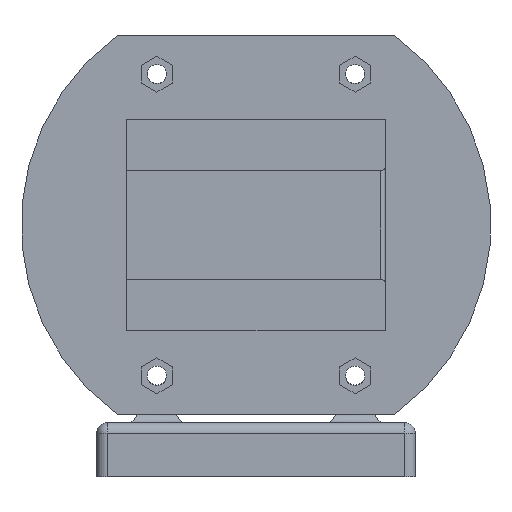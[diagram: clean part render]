
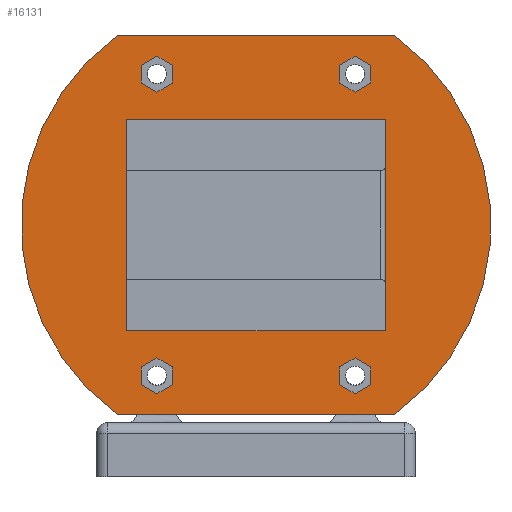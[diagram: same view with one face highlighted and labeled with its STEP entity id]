
A CAD part, front view. The second image highlights one B-rep face of the part: STEP entity #16131.
In plain terms, the highlighted face is planar.
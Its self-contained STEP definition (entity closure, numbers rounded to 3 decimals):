
#867=FACE_BOUND('',#3310,.T.);
#868=FACE_BOUND('',#3311,.T.);
#869=FACE_BOUND('',#3312,.T.);
#870=FACE_BOUND('',#3313,.T.);
#871=FACE_BOUND('',#3314,.T.);
#1312=CIRCLE('',#17463,54.5);
#1313=CIRCLE('',#17464,54.5);
#2204=FACE_OUTER_BOUND('',#3309,.T.);
#3309=EDGE_LOOP('',(#14463,#14464,#14465,#14466));
#3310=EDGE_LOOP('',(#14467,#14468,#14469,#14470,#14471,#14472));
#3311=EDGE_LOOP('',(#14473,#14474,#14475,#14476,#14477,#14478));
#3312=EDGE_LOOP('',(#14479,#14480,#14481,#14482,#14483,#14484));
#3313=EDGE_LOOP('',(#14485,#14486,#14487,#14488,#14489,#14490));
#3314=EDGE_LOOP('',(#14491,#14492,#14493,#14494));
#4795=LINE('',#27969,#6372);
#4799=LINE('',#27977,#6376);
#4802=LINE('',#27983,#6379);
#4805=LINE('',#27989,#6382);
#4808=LINE('',#27995,#6385);
#4811=LINE('',#28000,#6388);
#4813=LINE('',#28008,#6390);
#4817=LINE('',#28016,#6394);
#4820=LINE('',#28022,#6397);
#4823=LINE('',#28028,#6400);
#4826=LINE('',#28034,#6403);
#4829=LINE('',#28039,#6406);
#4831=LINE('',#28047,#6408);
#4835=LINE('',#28055,#6412);
#4838=LINE('',#28061,#6415);
#4841=LINE('',#28067,#6418);
#4844=LINE('',#28073,#6421);
#4847=LINE('',#28078,#6424);
#4849=LINE('',#28086,#6426);
#4853=LINE('',#28094,#6430);
#4856=LINE('',#28100,#6433);
#4859=LINE('',#28106,#6436);
#4862=LINE('',#28112,#6439);
#4865=LINE('',#28117,#6442);
#4893=LINE('',#28204,#6470);
#4903=LINE('',#28227,#6480);
#4906=LINE('',#28231,#6483);
#4907=LINE('',#28235,#6484);
#4954=LINE('',#28493,#6531);
#4955=LINE('',#28497,#6532);
#6372=VECTOR('',#21230,10.);
#6376=VECTOR('',#21236,10.);
#6379=VECTOR('',#21241,10.);
#6382=VECTOR('',#21246,10.);
#6385=VECTOR('',#21251,10.);
#6388=VECTOR('',#21256,10.);
#6390=VECTOR('',#21264,10.);
#6394=VECTOR('',#21270,10.);
#6397=VECTOR('',#21275,10.);
#6400=VECTOR('',#21280,10.);
#6403=VECTOR('',#21285,10.);
#6406=VECTOR('',#21290,10.);
#6408=VECTOR('',#21298,10.);
#6412=VECTOR('',#21304,10.);
#6415=VECTOR('',#21309,10.);
#6418=VECTOR('',#21314,10.);
#6421=VECTOR('',#21319,10.);
#6424=VECTOR('',#21324,10.);
#6426=VECTOR('',#21332,10.);
#6430=VECTOR('',#21338,10.);
#6433=VECTOR('',#21343,10.);
#6436=VECTOR('',#21348,10.);
#6439=VECTOR('',#21353,10.);
#6442=VECTOR('',#21358,10.);
#6470=VECTOR('',#21426,10.);
#6480=VECTOR('',#21442,10.);
#6483=VECTOR('',#21447,10.);
#6484=VECTOR('',#21452,10.);
#6531=VECTOR('',#21651,64.32);
#6532=VECTOR('',#21654,64.32);
#7854=VERTEX_POINT('',#27967);
#7855=VERTEX_POINT('',#27968);
#7858=VERTEX_POINT('',#27976);
#7860=VERTEX_POINT('',#27982);
#7862=VERTEX_POINT('',#27988);
#7864=VERTEX_POINT('',#27994);
#7867=VERTEX_POINT('',#28006);
#7868=VERTEX_POINT('',#28007);
#7871=VERTEX_POINT('',#28015);
#7873=VERTEX_POINT('',#28021);
#7875=VERTEX_POINT('',#28027);
#7877=VERTEX_POINT('',#28033);
#7880=VERTEX_POINT('',#28045);
#7881=VERTEX_POINT('',#28046);
#7884=VERTEX_POINT('',#28054);
#7886=VERTEX_POINT('',#28060);
#7888=VERTEX_POINT('',#28066);
#7890=VERTEX_POINT('',#28072);
#7893=VERTEX_POINT('',#28084);
#7894=VERTEX_POINT('',#28085);
#7897=VERTEX_POINT('',#28093);
#7899=VERTEX_POINT('',#28099);
#7901=VERTEX_POINT('',#28105);
#7903=VERTEX_POINT('',#28111);
#7942=VERTEX_POINT('',#28201);
#7943=VERTEX_POINT('',#28203);
#7952=VERTEX_POINT('',#28224);
#7953=VERTEX_POINT('',#28226);
#7996=VERTEX_POINT('',#28491);
#7997=VERTEX_POINT('',#28492);
#7998=VERTEX_POINT('',#28494);
#7999=VERTEX_POINT('',#28496);
#9974=EDGE_CURVE('',#7854,#7855,#4795,.T.);
#9978=EDGE_CURVE('',#7858,#7854,#4799,.T.);
#9981=EDGE_CURVE('',#7860,#7858,#4802,.T.);
#9984=EDGE_CURVE('',#7862,#7860,#4805,.T.);
#9987=EDGE_CURVE('',#7864,#7862,#4808,.T.);
#9990=EDGE_CURVE('',#7855,#7864,#4811,.T.);
#9993=EDGE_CURVE('',#7867,#7868,#4813,.T.);
#9997=EDGE_CURVE('',#7871,#7867,#4817,.T.);
#10000=EDGE_CURVE('',#7873,#7871,#4820,.T.);
#10003=EDGE_CURVE('',#7875,#7873,#4823,.T.);
#10006=EDGE_CURVE('',#7877,#7875,#4826,.T.);
#10009=EDGE_CURVE('',#7868,#7877,#4829,.T.);
#10012=EDGE_CURVE('',#7880,#7881,#4831,.T.);
#10016=EDGE_CURVE('',#7884,#7880,#4835,.T.);
#10019=EDGE_CURVE('',#7886,#7884,#4838,.T.);
#10022=EDGE_CURVE('',#7888,#7886,#4841,.T.);
#10025=EDGE_CURVE('',#7890,#7888,#4844,.T.);
#10028=EDGE_CURVE('',#7881,#7890,#4847,.T.);
#10031=EDGE_CURVE('',#7893,#7894,#4849,.T.);
#10035=EDGE_CURVE('',#7897,#7893,#4853,.T.);
#10038=EDGE_CURVE('',#7899,#7897,#4856,.T.);
#10041=EDGE_CURVE('',#7901,#7899,#4859,.T.);
#10044=EDGE_CURVE('',#7903,#7901,#4862,.T.);
#10047=EDGE_CURVE('',#7894,#7903,#4865,.T.);
#10088=EDGE_CURVE('',#7943,#7942,#4893,.T.);
#10100=EDGE_CURVE('',#7953,#7952,#4903,.T.);
#10103=EDGE_CURVE('',#7952,#7943,#4906,.T.);
#10105=EDGE_CURVE('',#7942,#7953,#4907,.T.);
#10189=EDGE_CURVE('',#7996,#7997,#4954,.T.);
#10190=EDGE_CURVE('',#7997,#7998,#1312,.T.);
#10191=EDGE_CURVE('',#7998,#7999,#4955,.T.);
#10192=EDGE_CURVE('',#7999,#7996,#1313,.T.);
#14463=ORIENTED_EDGE('',*,*,#10189,.T.);
#14464=ORIENTED_EDGE('',*,*,#10190,.T.);
#14465=ORIENTED_EDGE('',*,*,#10191,.T.);
#14466=ORIENTED_EDGE('',*,*,#10192,.T.);
#14467=ORIENTED_EDGE('',*,*,#9974,.T.);
#14468=ORIENTED_EDGE('',*,*,#9990,.T.);
#14469=ORIENTED_EDGE('',*,*,#9987,.T.);
#14470=ORIENTED_EDGE('',*,*,#9984,.T.);
#14471=ORIENTED_EDGE('',*,*,#9981,.T.);
#14472=ORIENTED_EDGE('',*,*,#9978,.T.);
#14473=ORIENTED_EDGE('',*,*,#9993,.T.);
#14474=ORIENTED_EDGE('',*,*,#10009,.T.);
#14475=ORIENTED_EDGE('',*,*,#10006,.T.);
#14476=ORIENTED_EDGE('',*,*,#10003,.T.);
#14477=ORIENTED_EDGE('',*,*,#10000,.T.);
#14478=ORIENTED_EDGE('',*,*,#9997,.T.);
#14479=ORIENTED_EDGE('',*,*,#10012,.T.);
#14480=ORIENTED_EDGE('',*,*,#10028,.T.);
#14481=ORIENTED_EDGE('',*,*,#10025,.T.);
#14482=ORIENTED_EDGE('',*,*,#10022,.T.);
#14483=ORIENTED_EDGE('',*,*,#10019,.T.);
#14484=ORIENTED_EDGE('',*,*,#10016,.T.);
#14485=ORIENTED_EDGE('',*,*,#10031,.T.);
#14486=ORIENTED_EDGE('',*,*,#10047,.T.);
#14487=ORIENTED_EDGE('',*,*,#10044,.T.);
#14488=ORIENTED_EDGE('',*,*,#10041,.T.);
#14489=ORIENTED_EDGE('',*,*,#10038,.T.);
#14490=ORIENTED_EDGE('',*,*,#10035,.T.);
#14491=ORIENTED_EDGE('',*,*,#10100,.T.);
#14492=ORIENTED_EDGE('',*,*,#10103,.T.);
#14493=ORIENTED_EDGE('',*,*,#10088,.T.);
#14494=ORIENTED_EDGE('',*,*,#10105,.T.);
#15280=PLANE('',#17462);
#16131=ADVANCED_FACE('',(#2204,#867,#868,#869,#870,#871),#15280,.T.);
#17462=AXIS2_PLACEMENT_3D('',#28490,#21649,#21650);
#17463=AXIS2_PLACEMENT_3D('',#28495,#21652,#21653);
#17464=AXIS2_PLACEMENT_3D('',#28498,#21655,#21656);
#21230=DIRECTION('',(0.866,0.,-0.5));
#21236=DIRECTION('',(0.,0.,-1.));
#21241=DIRECTION('',(-0.866,0.,-0.5));
#21246=DIRECTION('',(-0.866,0.,0.5));
#21251=DIRECTION('',(0.,0.,1.));
#21256=DIRECTION('',(0.866,0.,0.5));
#21264=DIRECTION('',(-0.866,0.,0.5));
#21270=DIRECTION('',(0.,0.,1.));
#21275=DIRECTION('',(0.866,0.,0.5));
#21280=DIRECTION('',(0.866,0.,-0.5));
#21285=DIRECTION('',(0.,0.,-1.));
#21290=DIRECTION('',(-0.866,0.,-0.5));
#21298=DIRECTION('',(0.866,0.,-0.5));
#21304=DIRECTION('',(0.,0.,-1.));
#21309=DIRECTION('',(-0.866,0.,-0.5));
#21314=DIRECTION('',(-0.866,0.,0.5));
#21319=DIRECTION('',(0.,0.,1.));
#21324=DIRECTION('',(0.866,0.,0.5));
#21332=DIRECTION('',(-0.866,0.,0.5));
#21338=DIRECTION('',(0.,0.,1.));
#21343=DIRECTION('',(0.866,0.,0.5));
#21348=DIRECTION('',(0.866,0.,-0.5));
#21353=DIRECTION('',(0.,0.,-1.));
#21358=DIRECTION('',(-0.866,0.,-0.5));
#21426=DIRECTION('',(0.,0.,-1.));
#21442=DIRECTION('',(0.,0.,1.));
#21447=DIRECTION('',(-1.,0.,0.));
#21452=DIRECTION('',(1.,0.,0.));
#21649=DIRECTION('center_axis',(0.,1.,0.));
#21650=DIRECTION('ref_axis',(0.,0.,1.));
#21651=DIRECTION('',(1.,0.,0.));
#21652=DIRECTION('center_axis',(0.,1.,0.));
#21653=DIRECTION('ref_axis',(0.,0.,1.));
#21654=DIRECTION('',(-1.,0.,0.));
#21655=DIRECTION('center_axis',(0.,1.,0.));
#21656=DIRECTION('ref_axis',(0.,0.,1.));
#27967=CARTESIAN_POINT('',(-26.594,3.,-37.075));
#27968=CARTESIAN_POINT('',(-23.,3.,-39.15));
#27969=CARTESIAN_POINT('',(-24.648,3.,-38.198));
#27976=CARTESIAN_POINT('',(-26.594,3.,-32.925));
#27977=CARTESIAN_POINT('',(-26.594,3.,-16.463));
#27982=CARTESIAN_POINT('',(-23.,3.,-30.85));
#27983=CARTESIAN_POINT('',(-7.696,3.,-22.014));
#27988=CARTESIAN_POINT('',(-19.406,3.,-32.925));
#27989=CARTESIAN_POINT('',(-19.257,3.,-33.011));
#27994=CARTESIAN_POINT('',(-19.406,3.,-37.075));
#27995=CARTESIAN_POINT('',(-19.406,3.,-18.538));
#28000=CARTESIAN_POINT('',(-5.899,3.,-29.277));
#28006=CARTESIAN_POINT('',(26.594,3.,37.075));
#28007=CARTESIAN_POINT('',(23.,3.,39.15));
#28008=CARTESIAN_POINT('',(24.648,3.,38.198));
#28015=CARTESIAN_POINT('',(26.594,3.,32.925));
#28016=CARTESIAN_POINT('',(26.594,3.,16.463));
#28021=CARTESIAN_POINT('',(23.,3.,30.85));
#28022=CARTESIAN_POINT('',(7.696,3.,22.014));
#28027=CARTESIAN_POINT('',(19.406,3.,32.925));
#28028=CARTESIAN_POINT('',(19.257,3.,33.011));
#28033=CARTESIAN_POINT('',(19.406,3.,37.075));
#28034=CARTESIAN_POINT('',(19.406,3.,18.538));
#28039=CARTESIAN_POINT('',(5.899,3.,29.277));
#28045=CARTESIAN_POINT('',(19.406,3.,-37.075));
#28046=CARTESIAN_POINT('',(23.,3.,-39.15));
#28047=CARTESIAN_POINT('',(4.102,3.,-28.239));
#28054=CARTESIAN_POINT('',(19.406,3.,-32.925));
#28055=CARTESIAN_POINT('',(19.406,3.,-16.463));
#28060=CARTESIAN_POINT('',(23.,3.,-30.85));
#28061=CARTESIAN_POINT('',(21.054,3.,-31.973));
#28066=CARTESIAN_POINT('',(26.594,3.,-32.925));
#28067=CARTESIAN_POINT('',(9.493,3.,-23.052));
#28072=CARTESIAN_POINT('',(26.594,3.,-37.075));
#28073=CARTESIAN_POINT('',(26.594,3.,-18.538));
#28078=CARTESIAN_POINT('',(22.851,3.,-39.236));
#28084=CARTESIAN_POINT('',(-19.406,3.,37.075));
#28085=CARTESIAN_POINT('',(-23.,3.,39.15));
#28086=CARTESIAN_POINT('',(-4.102,3.,28.239));
#28093=CARTESIAN_POINT('',(-19.406,3.,32.925));
#28094=CARTESIAN_POINT('',(-19.406,3.,16.463));
#28099=CARTESIAN_POINT('',(-23.,3.,30.85));
#28100=CARTESIAN_POINT('',(-21.054,3.,31.973));
#28105=CARTESIAN_POINT('',(-26.594,3.,32.925));
#28106=CARTESIAN_POINT('',(-9.493,3.,23.052));
#28111=CARTESIAN_POINT('',(-26.594,3.,37.075));
#28112=CARTESIAN_POINT('',(-26.594,3.,18.538));
#28117=CARTESIAN_POINT('',(-22.851,3.,39.236));
#28201=CARTESIAN_POINT('',(-30.,3.,-24.5));
#28203=CARTESIAN_POINT('',(-30.,3.,24.5));
#28204=CARTESIAN_POINT('',(-30.,3.,0.));
#28224=CARTESIAN_POINT('',(30.,3.,24.5));
#28226=CARTESIAN_POINT('',(30.,3.,-24.5));
#28227=CARTESIAN_POINT('',(30.,3.,0.));
#28231=CARTESIAN_POINT('',(-15.,3.,24.5));
#28235=CARTESIAN_POINT('',(-15.,3.,-24.5));
#28490=CARTESIAN_POINT('Origin',(0.,3.,0.));
#28491=CARTESIAN_POINT('',(-32.16,3.,44.));
#28492=CARTESIAN_POINT('',(32.16,3.,44.));
#28493=CARTESIAN_POINT('',(-32.16,3.,44.));
#28494=CARTESIAN_POINT('',(32.16,3.,-44.));
#28495=CARTESIAN_POINT('Origin',(0.,3.,0.));
#28496=CARTESIAN_POINT('',(-32.16,3.,-44.));
#28497=CARTESIAN_POINT('',(32.16,3.,-44.));
#28498=CARTESIAN_POINT('Origin',(0.,3.,0.));
